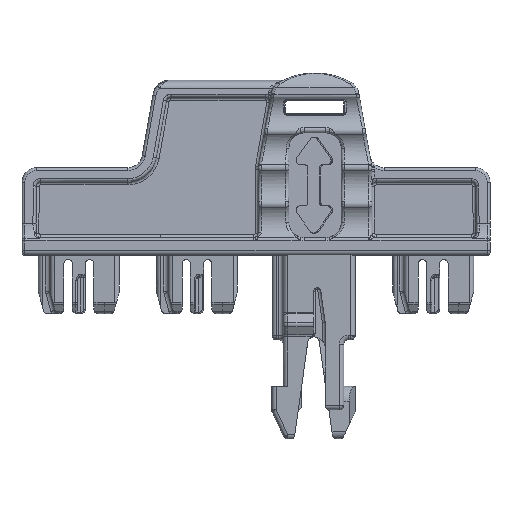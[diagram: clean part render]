
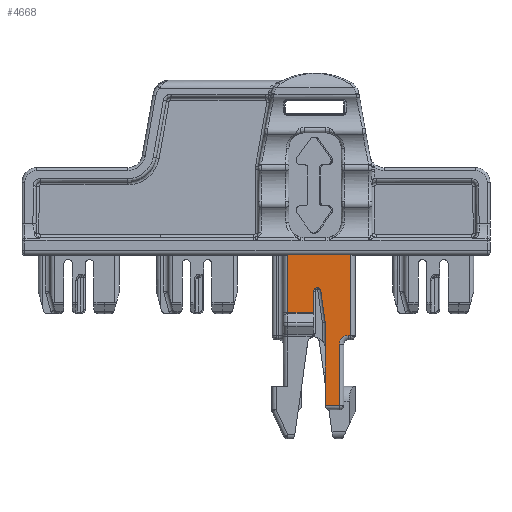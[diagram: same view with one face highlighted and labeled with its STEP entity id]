
A CAD part, front view. The second image highlights one B-rep face of the part: STEP entity #4668.
In plain terms, the highlighted planar face has unit normal (0, -1, 0).
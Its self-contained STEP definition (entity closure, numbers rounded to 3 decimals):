
#4558=AXIS2_PLACEMENT_3D('Plane Axis2P3D',#4555,#4556,#4557) ;
#4636=AXIS2_PLACEMENT_3D('Circle Axis2P3D',#4634,#4635,$) ;
#3547=CARTESIAN_POINT('Vertex',(18.225,0.396,12.75)) ;
#3550=CARTESIAN_POINT('Line Origine',(20.388,0.396,12.75)) ;
#3554=CARTESIAN_POINT('Vertex',(22.55,0.396,12.75)) ;
#4250=CARTESIAN_POINT('Vertex',(18.225,0.396,8.674)) ;
#4265=CARTESIAN_POINT('Line Origine',(18.225,0.396,6.809)) ;
#4555=CARTESIAN_POINT('Axis2P3D Location',(20.,0.396,8.674)) ;
#4560=CARTESIAN_POINT('Line Origine',(19.112,0.396,8.674)) ;
#4564=CARTESIAN_POINT('Vertex',(20.,0.396,8.674)) ;
#4567=CARTESIAN_POINT('Line Origine',(20.,0.396,9.395)) ;
#4571=CARTESIAN_POINT('Vertex',(20.,0.396,10.117)) ;
#4575=CARTESIAN_POINT('Control Point',(20.498,0.396,10.152)) ;
#4576=CARTESIAN_POINT('Control Point',(20.493,0.396,10.183)) ;
#4577=CARTESIAN_POINT('Control Point',(20.484,0.396,10.214)) ;
#4578=CARTESIAN_POINT('Control Point',(20.469,0.396,10.244)) ;
#4579=CARTESIAN_POINT('Control Point',(20.431,0.396,10.296)) ;
#4580=CARTESIAN_POINT('Control Point',(20.38,0.396,10.334)) ;
#4581=CARTESIAN_POINT('Control Point',(20.349,0.396,10.35)) ;
#4582=CARTESIAN_POINT('Control Point',(20.289,0.396,10.369)) ;
#4583=CARTESIAN_POINT('Control Point',(20.225,0.396,10.369)) ;
#4584=CARTESIAN_POINT('Control Point',(20.191,0.396,10.363)) ;
#4585=CARTESIAN_POINT('Control Point',(20.13,0.396,10.342)) ;
#4586=CARTESIAN_POINT('Control Point',(20.079,0.396,10.304)) ;
#4587=CARTESIAN_POINT('Control Point',(20.056,0.396,10.279)) ;
#4588=CARTESIAN_POINT('Control Point',(20.025,0.396,10.234)) ;
#4589=CARTESIAN_POINT('Control Point',(20.007,0.396,10.183)) ;
#4590=CARTESIAN_POINT('Control Point',(20.002,0.396,10.161)) ;
#4591=CARTESIAN_POINT('Control Point',(20.,0.396,10.139)) ;
#4592=CARTESIAN_POINT('Control Point',(20.,0.396,10.117)) ;
#4593=CARTESIAN_POINT('Vertex',(20.498,0.396,10.152)) ;
#4596=CARTESIAN_POINT('Line Origine',(20.648,0.396,9.083)) ;
#4600=CARTESIAN_POINT('Vertex',(20.798,0.396,8.014)) ;
#4604=CARTESIAN_POINT('Control Point',(20.8,0.396,7.986)) ;
#4605=CARTESIAN_POINT('Control Point',(20.8,0.396,7.992)) ;
#4606=CARTESIAN_POINT('Control Point',(20.8,0.396,7.997)) ;
#4607=CARTESIAN_POINT('Control Point',(20.799,0.396,8.003)) ;
#4608=CARTESIAN_POINT('Control Point',(20.799,0.396,8.008)) ;
#4609=CARTESIAN_POINT('Control Point',(20.798,0.396,8.014)) ;
#4610=CARTESIAN_POINT('Vertex',(20.8,0.396,7.986)) ;
#4613=CARTESIAN_POINT('Line Origine',(20.8,0.396,5.143)) ;
#4617=CARTESIAN_POINT('Vertex',(20.8,0.396,2.3)) ;
#4620=CARTESIAN_POINT('Line Origine',(21.288,0.396,2.3)) ;
#4624=CARTESIAN_POINT('Vertex',(21.775,0.396,2.3)) ;
#4627=CARTESIAN_POINT('Line Origine',(21.775,0.396,4.4)) ;
#4631=CARTESIAN_POINT('Vertex',(21.775,0.396,6.5)) ;
#4634=CARTESIAN_POINT('Axis2P3D Location',(22.375,0.396,6.5)) ;
#4638=CARTESIAN_POINT('Vertex',(22.375,0.396,7.1)) ;
#4641=CARTESIAN_POINT('Line Origine',(22.463,0.396,7.1)) ;
#4645=CARTESIAN_POINT('Vertex',(22.55,0.396,7.1)) ;
#4648=CARTESIAN_POINT('Line Origine',(22.55,0.396,9.925)) ;
#3551=DIRECTION('Vector Direction',(1.,0.,0.)) ;
#4266=DIRECTION('Vector Direction',(0.,0.,-1.)) ;
#4556=DIRECTION('Axis2P3D Direction',(0.,1.,0.)) ;
#4557=DIRECTION('Axis2P3D XDirection',(0.,0.,1.)) ;
#4561=DIRECTION('Vector Direction',(1.,0.,0.)) ;
#4568=DIRECTION('Vector Direction',(0.,0.,-1.)) ;
#4597=DIRECTION('Vector Direction',(-0.139,0.,0.99)) ;
#4614=DIRECTION('Vector Direction',(0.,0.,-1.)) ;
#4621=DIRECTION('Vector Direction',(-1.,0.,0.)) ;
#4628=DIRECTION('Vector Direction',(0.,0.,-1.)) ;
#4635=DIRECTION('Axis2P3D Direction',(0.,1.,0.)) ;
#4642=DIRECTION('Vector Direction',(-1.,0.,0.)) ;
#4649=DIRECTION('Vector Direction',(0.,0.,1.)) ;
#3552=VECTOR('Line Direction',#3551,1.) ;
#4267=VECTOR('Line Direction',#4266,1.) ;
#4562=VECTOR('Line Direction',#4561,1.) ;
#4569=VECTOR('Line Direction',#4568,1.) ;
#4598=VECTOR('Line Direction',#4597,1.) ;
#4615=VECTOR('Line Direction',#4614,1.) ;
#4622=VECTOR('Line Direction',#4621,1.) ;
#4629=VECTOR('Line Direction',#4628,1.) ;
#4643=VECTOR('Line Direction',#4642,1.) ;
#4650=VECTOR('Line Direction',#4649,1.) ;
#4654=ORIENTED_EDGE('',*,*,#4269,.F.) ;
#4655=ORIENTED_EDGE('',*,*,#4566,.T.) ;
#4656=ORIENTED_EDGE('',*,*,#4573,.F.) ;
#4657=ORIENTED_EDGE('',*,*,#4595,.T.) ;
#4658=ORIENTED_EDGE('',*,*,#4602,.F.) ;
#4659=ORIENTED_EDGE('',*,*,#4612,.T.) ;
#4660=ORIENTED_EDGE('',*,*,#4619,.T.) ;
#4661=ORIENTED_EDGE('',*,*,#4626,.F.) ;
#4662=ORIENTED_EDGE('',*,*,#4633,.F.) ;
#4663=ORIENTED_EDGE('',*,*,#4640,.F.) ;
#4664=ORIENTED_EDGE('',*,*,#4647,.F.) ;
#4665=ORIENTED_EDGE('',*,*,#4652,.F.) ;
#4666=ORIENTED_EDGE('',*,*,#3556,.F.) ;
#4668=ADVANCED_FACE('Component_1',(#4667),#4559,.F.) ;
#4574=B_SPLINE_CURVE_WITH_KNOTS('',5,(#4575,#4576,#4577,#4578,#4579,#4580,#4581,#4582,#4583,#4584,#4585,#4586,#4587,#4588,#4589,#4590,#4591,#4592),.UNSPECIFIED.,.F.,.U.,(6,3,3,3,3,6),(0.,0.225,0.45,0.675,0.9,1.057),.UNSPECIFIED.) ;
#4603=B_SPLINE_CURVE_WITH_KNOTS('',5,(#4604,#4605,#4606,#4607,#4608,#4609),.UNSPECIFIED.,.F.,.U.,(6,6),(0.,0.039),.UNSPECIFIED.) ;
#4637=CIRCLE('generated circle',#4636,0.6) ;
#3556=EDGE_CURVE('',#3548,#3555,#3553,.T.) ;
#4269=EDGE_CURVE('',#4251,#3548,#4268,.F.) ;
#4566=EDGE_CURVE('',#4251,#4565,#4563,.T.) ;
#4573=EDGE_CURVE('',#4572,#4565,#4570,.T.) ;
#4595=EDGE_CURVE('',#4572,#4594,#4574,.F.) ;
#4602=EDGE_CURVE('',#4601,#4594,#4599,.T.) ;
#4612=EDGE_CURVE('',#4601,#4611,#4603,.F.) ;
#4619=EDGE_CURVE('',#4611,#4618,#4616,.T.) ;
#4626=EDGE_CURVE('',#4625,#4618,#4623,.T.) ;
#4633=EDGE_CURVE('',#4632,#4625,#4630,.T.) ;
#4640=EDGE_CURVE('',#4639,#4632,#4637,.F.) ;
#4647=EDGE_CURVE('',#4646,#4639,#4644,.T.) ;
#4652=EDGE_CURVE('',#3555,#4646,#4651,.F.) ;
#4653=EDGE_LOOP('',(#4654,#4655,#4656,#4657,#4658,#4659,#4660,#4661,#4662,#4663,#4664,#4665,#4666)) ;
#4667=FACE_OUTER_BOUND('',#4653,.T.) ;
#3553=LINE('Line',#3550,#3552) ;
#4268=LINE('Line',#4265,#4267) ;
#4563=LINE('Line',#4560,#4562) ;
#4570=LINE('Line',#4567,#4569) ;
#4599=LINE('Line',#4596,#4598) ;
#4616=LINE('Line',#4613,#4615) ;
#4623=LINE('Line',#4620,#4622) ;
#4630=LINE('Line',#4627,#4629) ;
#4644=LINE('Line',#4641,#4643) ;
#4651=LINE('Line',#4648,#4650) ;
#4559=PLANE('',#4558) ;
#3548=VERTEX_POINT('',#3547) ;
#3555=VERTEX_POINT('',#3554) ;
#4251=VERTEX_POINT('',#4250) ;
#4565=VERTEX_POINT('',#4564) ;
#4572=VERTEX_POINT('',#4571) ;
#4594=VERTEX_POINT('',#4593) ;
#4601=VERTEX_POINT('',#4600) ;
#4611=VERTEX_POINT('',#4610) ;
#4618=VERTEX_POINT('',#4617) ;
#4625=VERTEX_POINT('',#4624) ;
#4632=VERTEX_POINT('',#4631) ;
#4639=VERTEX_POINT('',#4638) ;
#4646=VERTEX_POINT('',#4645) ;
